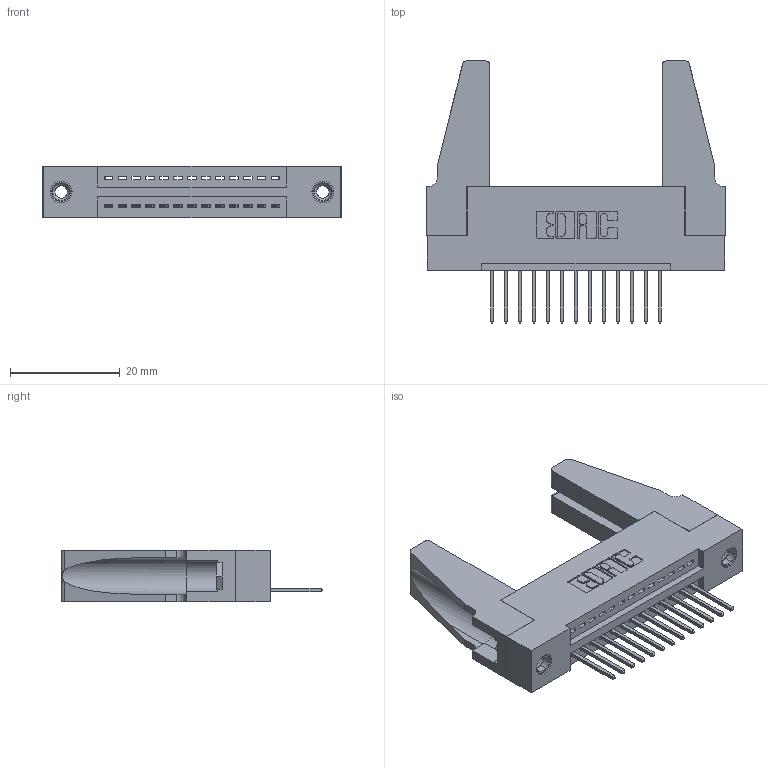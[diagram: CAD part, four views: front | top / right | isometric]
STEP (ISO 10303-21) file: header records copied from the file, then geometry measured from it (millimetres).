
FILE_DESCRIPTION (( 'STEP AP203' ), '1' );
FILE_NAME ('395-013-523-188.STEP', '2019-10-16T02:19:10', ( '' ), ( '' ), 'SwSTEP 2.0', 'SolidWorks 2016', '' );
FILE_SCHEMA (( 'CONFIG_CONTROL_DESIGN' ));
Length unit declared in the file: inch
Products named in the file (5): 345-220-078_345-220-088; 345-292-001_345-293-123; 395-013-523-188; 345 Part_Flush Mounting Lugs - 0.156 Dia-TH; 345-250-001_345-250-001-102
Assembly tree (18 placements, depth 2):
  395-013-523-188
    345 Part_Flush Mounting Lugs - 0.156 Dia-TH
    345-292-001_345-293-123  x13
    345-250-001_345-250-001-102  x2
    345-220-078_345-220-088  x2
Bounding box: 54.25 x 47.68 x 9.4 mm (x, y, z)
Volume: 8163.1 mm3; surface area: 9275 mm2
Topology: 18 solids, 18 shells, 1004 faces, 2943 edges, 1934 vertices
Faces by surface type: plane 672, cylinder 316, cone 12, torus 4
Entity records: 15854 total; most frequent: CARTESIAN_POINT 2737, ORIENTED_EDGE 2644, DIRECTION 2440, EDGE_CURVE 1322, VECTOR 1096, LINE 1096, VERTEX_POINT 874, AXIS2_PLACEMENT_3D 672
